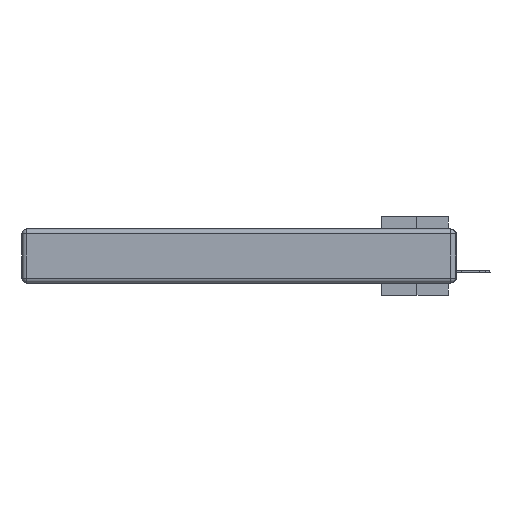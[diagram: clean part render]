
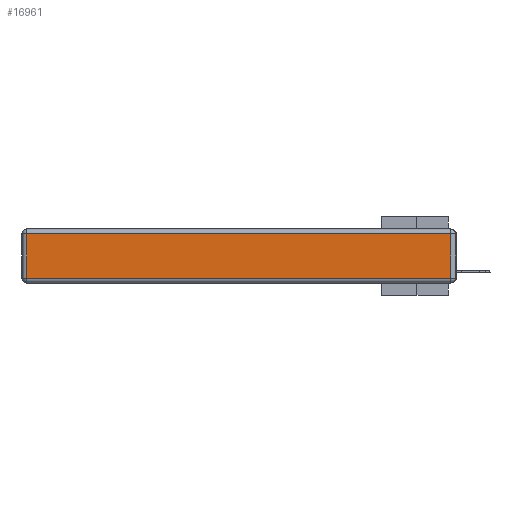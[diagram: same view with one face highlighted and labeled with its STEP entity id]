
A CAD part, left-side view. The second image highlights one B-rep face of the part: STEP entity #16961.
In plain terms, the highlighted planar face has unit normal (-1, 0, 0).
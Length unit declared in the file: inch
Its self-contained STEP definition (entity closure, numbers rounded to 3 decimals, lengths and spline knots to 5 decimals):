
#1068 = DIRECTION ( 'NONE',  ( 0., -1., 0. ) ) ;
#1617 = DIRECTION ( 'NONE',  ( 0., 0., 1. ) ) ;
#1817 = EDGE_CURVE ( 'NONE', #32565, #16842, #8236, .T. ) ;
#2478 = FACE_OUTER_BOUND ( 'NONE', #31755, .T. ) ;
#2684 = CARTESIAN_POINT ( 'NONE',  ( 0., 2.72, -0.313 ) ) ;
#5555 = VECTOR ( 'NONE', #1617, 39.37008 ) ;
#8236 = LINE ( 'NONE', #22230, #23513 ) ;
#9568 = VERTEX_POINT ( 'NONE', #31109 ) ;
#9710 = EDGE_CURVE ( 'NONE', #28977, #9568, #36061, .T. ) ;
#10428 = CARTESIAN_POINT ( 'NONE',  ( 0., 0., -0.313 ) ) ;
#12902 = DIRECTION ( 'NONE',  ( 0., 1., 0. ) ) ;
#13690 = EDGE_CURVE ( 'NONE', #9568, #32565, #37511, .T. ) ;
#15434 = CARTESIAN_POINT ( 'NONE',  ( 0., 0., -0.343 ) ) ;
#16513 = DIRECTION ( 'NONE',  ( 0., 0., -1. ) ) ;
#16650 = CARTESIAN_POINT ( 'NONE',  ( 0., 2.72, -0.343 ) ) ;
#16842 = VERTEX_POINT ( 'NONE', #27726 ) ;
#16961 = ADVANCED_FACE ( 'NONE', ( #2478 ), #30514, .T. ) ;
#18387 = VECTOR ( 'NONE', #16513, 39.37008 ) ;
#20285 = ORIENTED_EDGE ( 'NONE', *, *, #30672, .T. ) ;
#22118 = DIRECTION ( 'NONE',  ( -1., 0., 0. ) ) ;
#22230 = CARTESIAN_POINT ( 'NONE',  ( 0., 2.75, -0.03 ) ) ;
#22708 = VECTOR ( 'NONE', #1068, 39.37008 ) ;
#23513 = VECTOR ( 'NONE', #12902, 39.37008 ) ;
#26342 = CARTESIAN_POINT ( 'NONE',  ( 0., 0.03, -0.343 ) ) ;
#27726 = CARTESIAN_POINT ( 'NONE',  ( 0., 2.72, -0.03 ) ) ;
#27854 = DIRECTION ( 'NONE',  ( 0., 0., 1. ) ) ;
#28977 = VERTEX_POINT ( 'NONE', #2684 ) ;
#29392 = ORIENTED_EDGE ( 'NONE', *, *, #1817, .T. ) ;
#30514 = PLANE ( 'NONE',  #30894 ) ;
#30672 = EDGE_CURVE ( 'NONE', #16842, #28977, #33672, .T. ) ;
#30894 = AXIS2_PLACEMENT_3D ( 'NONE', #15434, #22118, #27854 ) ;
#31109 = CARTESIAN_POINT ( 'NONE',  ( 0., 0.03, -0.313 ) ) ;
#31755 = EDGE_LOOP ( 'NONE', ( #35315, #37414, #29392, #20285 ) ) ;
#32565 = VERTEX_POINT ( 'NONE', #36103 ) ;
#33672 = LINE ( 'NONE', #16650, #18387 ) ;
#35315 = ORIENTED_EDGE ( 'NONE', *, *, #9710, .T. ) ;
#36061 = LINE ( 'NONE', #10428, #22708 ) ;
#36103 = CARTESIAN_POINT ( 'NONE',  ( 0., 0.03, -0.03 ) ) ;
#37414 = ORIENTED_EDGE ( 'NONE', *, *, #13690, .T. ) ;
#37511 = LINE ( 'NONE', #26342, #5555 ) ;
